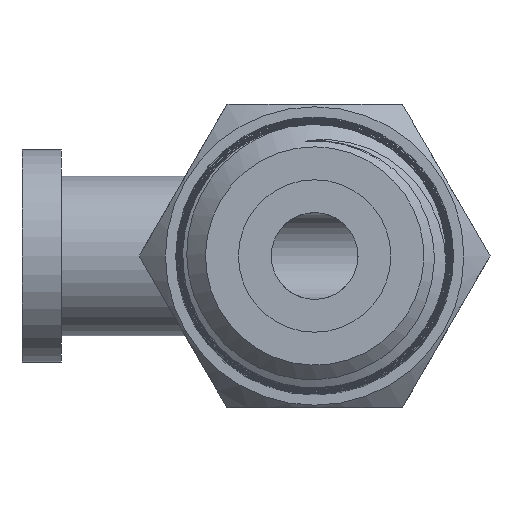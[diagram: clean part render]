
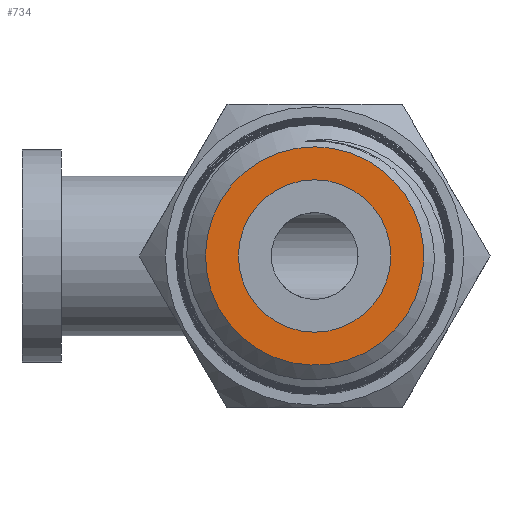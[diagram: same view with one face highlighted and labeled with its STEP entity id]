
A CAD part, left-side view. The second image highlights one B-rep face of the part: STEP entity #734.
In plain terms, the highlighted planar face has unit normal (-1, 0, 0).
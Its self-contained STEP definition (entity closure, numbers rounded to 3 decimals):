
#75=PLANE('',#789);
#162=ORIENTED_EDGE('',*,*,#255,.F.);
#163=ORIENTED_EDGE('',*,*,#256,.T.);
#255=EDGE_CURVE('',#309,#309,#339,.T.);
#256=EDGE_CURVE('',#310,#310,#340,.T.);
#309=VERTEX_POINT('',#1126);
#310=VERTEX_POINT('',#1128);
#339=CIRCLE('',#790,2.788);
#340=CIRCLE('',#791,3.994);
#377=EDGE_LOOP('',(#162));
#378=EDGE_LOOP('',(#163));
#432=FACE_BOUND('',#377,.T.);
#433=FACE_BOUND('',#378,.T.);
#734=ADVANCED_FACE('',(#432,#433),#75,.T.);
#789=AXIS2_PLACEMENT_3D('',#1124,#896,#897);
#790=AXIS2_PLACEMENT_3D('',#1125,#898,#899);
#791=AXIS2_PLACEMENT_3D('',#1127,#900,#901);
#896=DIRECTION('',(-1.,0.,0.));
#897=DIRECTION('',(0.,0.,1.));
#898=DIRECTION('',(-1.,0.,0.));
#899=DIRECTION('',(0.,0.,1.));
#900=DIRECTION('',(-1.,0.,0.));
#901=DIRECTION('',(0.,0.,1.));
#1124=CARTESIAN_POINT('',(-22.601,-1.384,0.));
#1125=CARTESIAN_POINT('',(-22.601,3.404,0.));
#1126=CARTESIAN_POINT('',(-22.601,3.404,2.788));
#1127=CARTESIAN_POINT('',(-22.601,3.404,0.));
#1128=CARTESIAN_POINT('',(-22.601,3.404,3.994));
